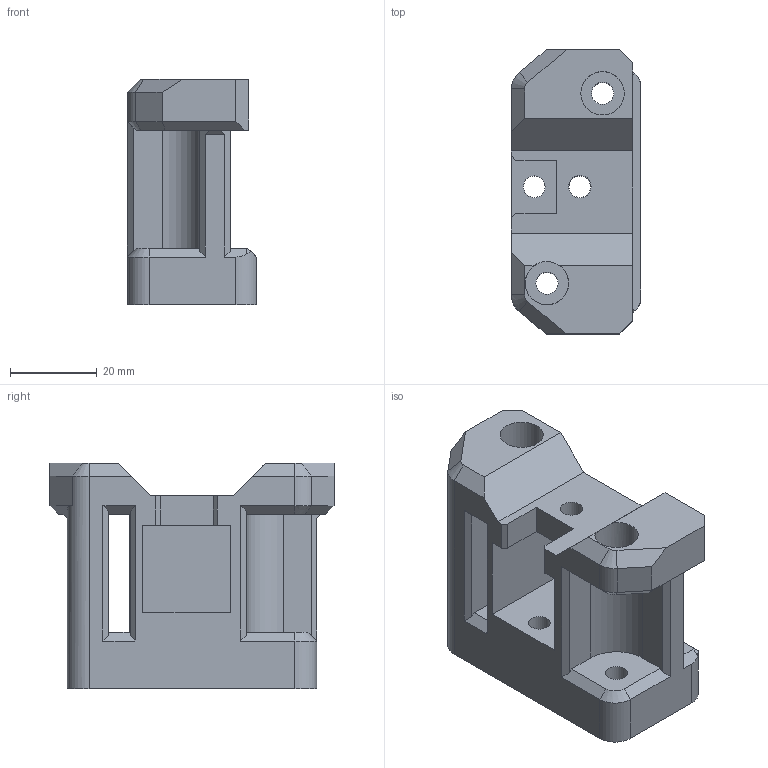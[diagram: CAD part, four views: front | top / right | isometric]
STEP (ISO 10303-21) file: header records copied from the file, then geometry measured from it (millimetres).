
FILE_DESCRIPTION(/* description */ (''),/* implementation_level */ '2;1');
FILE_NAME(/* name */ 'xy_joiner_right_clamping_mod v2.step',/* time_stamp */ '2021-09-02T16:03:49+12:00',/* author */ (''),/* organization */ (''),/* preprocessor_version */ 'ST-DEVELOPER v18.1',/* originating_system */ 'Autodesk Translation Framework v10.10.0.1391',/* authorisation */ '');
FILE_SCHEMA (('AUTOMOTIVE_DESIGN { 1 0 10303 214 3 1 1 }'));
Length unit declared in the file: millimetre
Products named in the file (1): xy_joiner_right_clamping_mod
Bounding box: 29.75 x 65.5 x 52 mm (x, y, z)
Volume: 48310 mm3; surface area: 16402.5 mm2
Topology: 1 solids, 1 shells, 112 faces, 314 edges, 206 vertices
Faces by surface type: plane 80, cylinder 17, bspline 9, cone 6
Full cylindrical faces by diameter (mm): 5 x2, 5.1 x4, 5.2 x1, 10 x2
Entity records: 3672 total; most frequent: CARTESIAN_POINT 742, ORIENTED_EDGE 628, DIRECTION 546, EDGE_CURVE 314, LINE 246, VECTOR 246, VERTEX_POINT 206, AXIS2_PLACEMENT_3D 150
